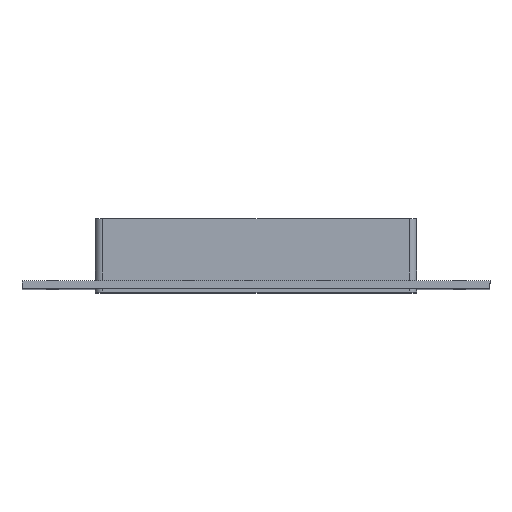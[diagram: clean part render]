
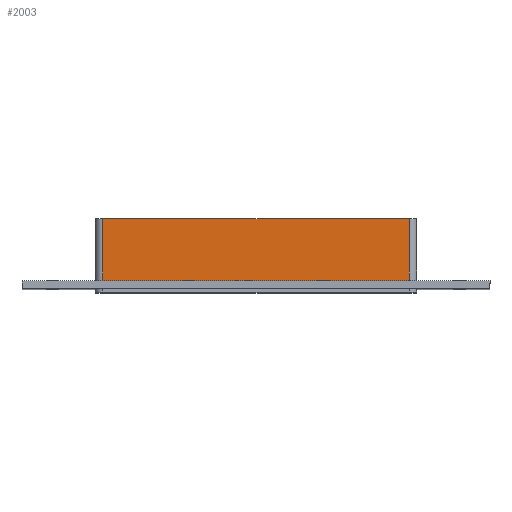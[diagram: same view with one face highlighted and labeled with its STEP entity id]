
A CAD part, top view. The second image highlights one B-rep face of the part: STEP entity #2003.
In plain terms, the highlighted planar face has unit normal (0, 0, 1).
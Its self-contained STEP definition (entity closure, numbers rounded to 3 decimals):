
#922=CARTESIAN_POINT('',(-125.5,57.0,290.));
#923=VERTEX_POINT('',#922);
#931=CARTESIAN_POINT('',(125.5,57.0,290.));
#932=VERTEX_POINT('',#931);
#933=CARTESIAN_POINT('',(-125.5,57.0,290.));
#934=DIRECTION('',(1.0,0.0,0.0));
#935=VECTOR('',#934,251.);
#936=LINE('',#933,#935);
#937=EDGE_CURVE('',#923,#932,#936,.T.);
#1342=CARTESIAN_POINT('',(125.5,6.,290.));
#1343=VERTEX_POINT('',#1342);
#1351=CARTESIAN_POINT('',(-125.5,6.,290.));
#1352=VERTEX_POINT('',#1351);
#1353=CARTESIAN_POINT('',(-125.5,6.,290.));
#1354=DIRECTION('',(1.0,0.0,0.0));
#1355=VECTOR('',#1354,251.);
#1356=LINE('',#1353,#1355);
#1357=EDGE_CURVE('',#1352,#1343,#1356,.T.);
#1677=CARTESIAN_POINT('',(125.5,57.0,290.));
#1678=DIRECTION('',(0.0,-1.0,0.0));
#1679=VECTOR('',#1678,51.0);
#1680=LINE('',#1677,#1679);
#1681=EDGE_CURVE('',#932,#1343,#1680,.T.);
#1981=CARTESIAN_POINT('',(-125.5,6.,290.));
#1982=DIRECTION('',(0.0,1.0,0.0));
#1983=VECTOR('',#1982,51.0);
#1984=LINE('',#1981,#1983);
#1985=EDGE_CURVE('',#1352,#923,#1984,.T.);
#1992=CARTESIAN_POINT('',(-131.5,0.0,290.));
#1993=DIRECTION('',(0.0,0.0,1.0));
#1994=DIRECTION('',(1.0,0.0,0.0));
#1995=AXIS2_PLACEMENT_3D('',#1992,#1993,#1994);
#1996=PLANE('',#1995);
#1997=ORIENTED_EDGE('',*,*,#1357,.T.);
#1998=ORIENTED_EDGE('',*,*,#1681,.F.);
#1999=ORIENTED_EDGE('',*,*,#937,.F.);
#2000=ORIENTED_EDGE('',*,*,#1985,.F.);
#2001=EDGE_LOOP('',(#1997,#1998,#1999,#2000));
#2002=FACE_OUTER_BOUND('',#2001,.T.);
#2003=ADVANCED_FACE('',(#2002),#1996,.T.);
